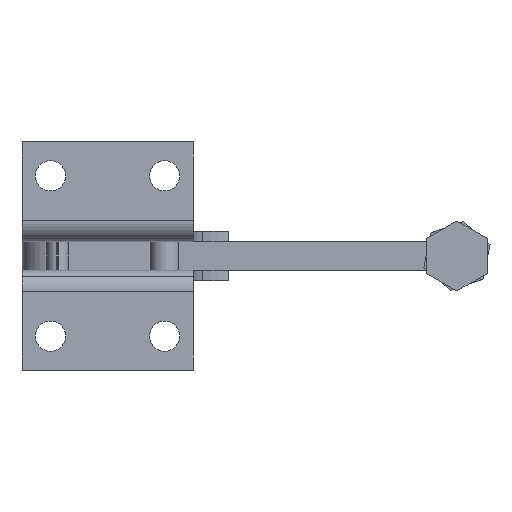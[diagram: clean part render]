
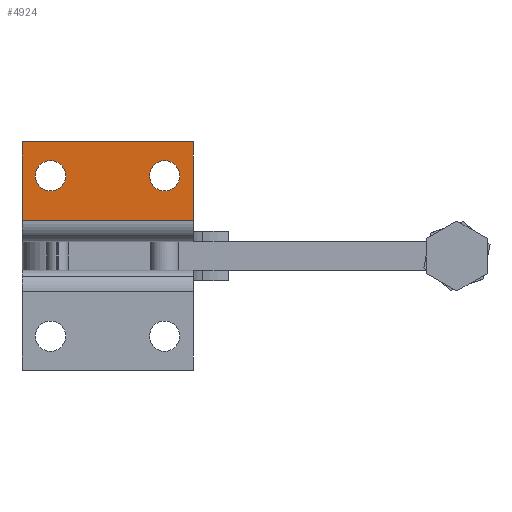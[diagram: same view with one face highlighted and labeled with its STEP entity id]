
A CAD part, front view. The second image highlights one B-rep face of the part: STEP entity #4924.
In plain terms, the highlighted planar face has unit normal (0, -1, 0).
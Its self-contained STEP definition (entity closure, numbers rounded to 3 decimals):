
#4512=CARTESIAN_POINT('',(-1000.108,65.092,22.5));
#4513=VERTEX_POINT('',#4512);
#4529=CARTESIAN_POINT('',(-1008.608,65.092,22.5));
#4530=VERTEX_POINT('',#4529);
#4537=CARTESIAN_POINT('',(-1004.358,65.092,22.5));
#4538=DIRECTION('',(0.0,1.0,0.0));
#4539=DIRECTION('',(1.0,0.0,0.0));
#4540=AXIS2_PLACEMENT_3D('',#4537,#4538,#4539);
#4541=CIRCLE('',#4540,4.25);
#4542=EDGE_CURVE('',#4513,#4530,#4541,.T.);
#4554=CARTESIAN_POINT('',(-968.108,65.092,22.5));
#4555=VERTEX_POINT('',#4554);
#4571=CARTESIAN_POINT('',(-976.608,65.092,22.5));
#4572=VERTEX_POINT('',#4571);
#4579=CARTESIAN_POINT('',(-972.358,65.092,22.5));
#4580=DIRECTION('',(0.0,1.0,0.0));
#4581=DIRECTION('',(1.0,0.0,0.0));
#4582=AXIS2_PLACEMENT_3D('',#4579,#4580,#4581);
#4583=CIRCLE('',#4582,4.25);
#4584=EDGE_CURVE('',#4555,#4572,#4583,.T.);
#4804=CARTESIAN_POINT('',(-964.358,65.092,10.));
#4805=VERTEX_POINT('',#4804);
#4813=CARTESIAN_POINT('',(-1012.358,65.092,10.));
#4814=VERTEX_POINT('',#4813);
#4815=CARTESIAN_POINT('',(-964.358,65.092,10.));
#4816=DIRECTION('',(-1.0,0.0,0.0));
#4817=VECTOR('',#4816,48.);
#4818=LINE('',#4815,#4817);
#4819=EDGE_CURVE('',#4805,#4814,#4818,.T.);
#4837=CARTESIAN_POINT('',(-1012.358,65.092,32.));
#4838=VERTEX_POINT('',#4837);
#4839=CARTESIAN_POINT('',(-1012.358,65.092,32.));
#4840=DIRECTION('',(0.0,0.0,-1.0));
#4841=VECTOR('',#4840,22.);
#4842=LINE('',#4839,#4841);
#4843=EDGE_CURVE('',#4838,#4814,#4842,.T.);
#4881=CARTESIAN_POINT('',(-988.358,65.092,7.63));
#4882=DIRECTION('',(0.0,1.0,0.0));
#4883=DIRECTION('',(1.0,0.0,0.0));
#4884=AXIS2_PLACEMENT_3D('',#4881,#4882,#4883);
#4885=PLANE('',#4884);
#4886=ORIENTED_EDGE('',*,*,#4819,.F.);
#4887=CARTESIAN_POINT('',(-964.358,65.092,32.));
#4888=VERTEX_POINT('',#4887);
#4889=CARTESIAN_POINT('',(-964.358,65.092,10.));
#4890=DIRECTION('',(0.0,0.0,1.0));
#4891=VECTOR('',#4890,22.);
#4892=LINE('',#4889,#4891);
#4893=EDGE_CURVE('',#4805,#4888,#4892,.T.);
#4894=ORIENTED_EDGE('',*,*,#4893,.T.);
#4895=CARTESIAN_POINT('',(-964.358,65.092,32.));
#4896=DIRECTION('',(-1.0,0.0,0.0));
#4897=VECTOR('',#4896,48.);
#4898=LINE('',#4895,#4897);
#4899=EDGE_CURVE('',#4888,#4838,#4898,.T.);
#4900=ORIENTED_EDGE('',*,*,#4899,.T.);
#4901=ORIENTED_EDGE('',*,*,#4843,.T.);
#4902=EDGE_LOOP('',(#4886,#4894,#4900,#4901));
#4903=FACE_OUTER_BOUND('',#4902,.T.);
#4904=CARTESIAN_POINT('',(-1004.358,65.092,22.5));
#4905=DIRECTION('',(0.0,1.0,0.0));
#4906=DIRECTION('',(1.0,0.0,0.0));
#4907=AXIS2_PLACEMENT_3D('',#4904,#4905,#4906);
#4908=CIRCLE('',#4907,4.25);
#4909=EDGE_CURVE('',#4530,#4513,#4908,.T.);
#4910=ORIENTED_EDGE('',*,*,#4909,.T.);
#4911=ORIENTED_EDGE('',*,*,#4542,.T.);
#4912=EDGE_LOOP('',(#4910,#4911));
#4913=FACE_BOUND('',#4912,.T.);
#4914=CARTESIAN_POINT('',(-972.358,65.092,22.5));
#4915=DIRECTION('',(0.0,1.0,0.0));
#4916=DIRECTION('',(1.0,0.0,0.0));
#4917=AXIS2_PLACEMENT_3D('',#4914,#4915,#4916);
#4918=CIRCLE('',#4917,4.25);
#4919=EDGE_CURVE('',#4572,#4555,#4918,.T.);
#4920=ORIENTED_EDGE('',*,*,#4919,.T.);
#4921=ORIENTED_EDGE('',*,*,#4584,.T.);
#4922=EDGE_LOOP('',(#4920,#4921));
#4923=FACE_BOUND('',#4922,.T.);
#4924=ADVANCED_FACE('',(#4903,#4913,#4923),#4885,.F.);
